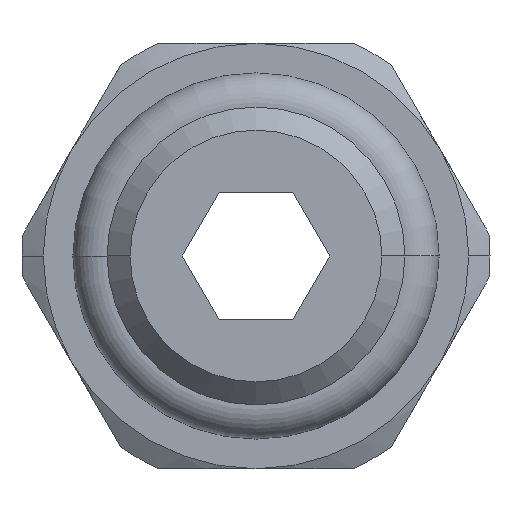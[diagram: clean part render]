
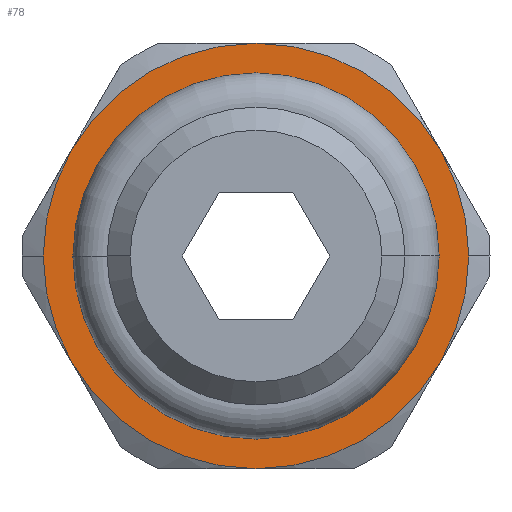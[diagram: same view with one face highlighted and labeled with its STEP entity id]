
A CAD part, front view. The second image highlights one B-rep face of the part: STEP entity #78.
In plain terms, the highlighted planar face has unit normal (0, -1, 0).
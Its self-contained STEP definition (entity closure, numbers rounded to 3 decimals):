
#78=ADVANCED_FACE('',(#194,#195),#196,.F.);
#194=FACE_OUTER_BOUND('',#364,.T.);
#195=FACE_BOUND('',#365,.T.);
#196=PLANE('',#366);
#364=EDGE_LOOP('',(#691,#692,#693,#694,#695,#696,#697,#698));
#365=EDGE_LOOP('',(#699,#700,#701));
#366=AXIS2_PLACEMENT_3D('',#702,#703,#704);
#691=ORIENTED_EDGE('',*,*,#1153,.F.);
#692=ORIENTED_EDGE('',*,*,#1190,.F.);
#693=ORIENTED_EDGE('',*,*,#1191,.F.);
#694=ORIENTED_EDGE('',*,*,#1149,.F.);
#695=ORIENTED_EDGE('',*,*,#1192,.F.);
#696=ORIENTED_EDGE('',*,*,#1193,.F.);
#697=ORIENTED_EDGE('',*,*,#1194,.F.);
#698=ORIENTED_EDGE('',*,*,#1195,.F.);
#699=ORIENTED_EDGE('',*,*,#1196,.F.);
#700=ORIENTED_EDGE('',*,*,#1197,.F.);
#701=ORIENTED_EDGE('',*,*,#1130,.F.);
#702=CARTESIAN_POINT('',(0.,5.0,0.));
#703=DIRECTION('',(0.0,1.0,0.0));
#704=DIRECTION('',(0.0,0.0,1.0));
#1130=EDGE_CURVE('',#1345,#1347,#1348,.T.);
#1149=EDGE_CURVE('',#1380,#1382,#1383,.T.);
#1153=EDGE_CURVE('',#1387,#1385,#1389,.T.);
#1190=EDGE_CURVE('',#1452,#1387,#1453,.T.);
#1191=EDGE_CURVE('',#1382,#1452,#1454,.T.);
#1192=EDGE_CURVE('',#1455,#1380,#1456,.T.);
#1193=EDGE_CURVE('',#1457,#1455,#1458,.T.);
#1194=EDGE_CURVE('',#1459,#1457,#1460,.T.);
#1195=EDGE_CURVE('',#1385,#1459,#1461,.T.);
#1196=EDGE_CURVE('',#1462,#1345,#1463,.T.);
#1197=EDGE_CURVE('',#1347,#1462,#1464,.T.);
#1345=VERTEX_POINT('',#1663);
#1347=VERTEX_POINT('',#1665);
#1348=CIRCLE('',#1666,4.292);
#1380=VERTEX_POINT('',#1726);
#1382=VERTEX_POINT('',#1729);
#1383=CIRCLE('',#1730,5.0);
#1385=VERTEX_POINT('',#1743);
#1387=VERTEX_POINT('',#1746);
#1389=CIRCLE('',#1759,5.0);
#1452=VERTEX_POINT('',#1848);
#1453=CIRCLE('',#1849,5.0);
#1454=CIRCLE('',#1850,5.0);
#1455=VERTEX_POINT('',#1851);
#1456=CIRCLE('',#1852,5.0);
#1457=VERTEX_POINT('',#1853);
#1458=CIRCLE('',#1854,5.0);
#1459=VERTEX_POINT('',#1855);
#1460=CIRCLE('',#1856,5.0);
#1461=CIRCLE('',#1857,5.0);
#1462=VERTEX_POINT('',#1858);
#1463=CIRCLE('',#1859,4.292);
#1464=CIRCLE('',#1860,4.292);
#1663=CARTESIAN_POINT('',(-4.292,5.0,0.));
#1665=CARTESIAN_POINT('',(4.292,5.0,0.));
#1666=AXIS2_PLACEMENT_3D('',#2310,#2311,#2312);
#1726=CARTESIAN_POINT('',(5.0,5.0,0.));
#1729=CARTESIAN_POINT('',(4.33,5.0,-2.5));
#1730=AXIS2_PLACEMENT_3D('',#2347,#2348,#2349);
#1743=CARTESIAN_POINT('',(-5.0,5.0,0.));
#1746=CARTESIAN_POINT('',(-4.33,5.0,-2.5));
#1759=AXIS2_PLACEMENT_3D('',#2351,#2352,#2353);
#1848=CARTESIAN_POINT('',(0.0,5.0,-5.0));
#1849=AXIS2_PLACEMENT_3D('',#2410,#2411,#2412);
#1850=AXIS2_PLACEMENT_3D('',#2413,#2414,#2415);
#1851=CARTESIAN_POINT('',(4.33,5.0,2.5));
#1852=AXIS2_PLACEMENT_3D('',#2416,#2417,#2418);
#1853=CARTESIAN_POINT('',(0.,5.0,5.0));
#1854=AXIS2_PLACEMENT_3D('',#2419,#2420,#2421);
#1855=CARTESIAN_POINT('',(-4.33,5.0,2.5));
#1856=AXIS2_PLACEMENT_3D('',#2422,#2423,#2424);
#1857=AXIS2_PLACEMENT_3D('',#2425,#2426,#2427);
#1858=CARTESIAN_POINT('',(0.,5.0,4.292));
#1859=AXIS2_PLACEMENT_3D('',#2428,#2429,#2430);
#1860=AXIS2_PLACEMENT_3D('',#2431,#2432,#2433);
#2310=CARTESIAN_POINT('',(0.0,5.0,0.0));
#2311=DIRECTION('',(0.0,-1.0,-0.0));
#2312=DIRECTION('',(0.0,0.0,-1.0));
#2347=CARTESIAN_POINT('',(0.0,5.0,0.0));
#2348=DIRECTION('',(-0.0,1.0,0.0));
#2349=DIRECTION('',(1.0,0.0,0.0));
#2351=CARTESIAN_POINT('',(0.0,5.0,0.0));
#2352=DIRECTION('',(-0.0,1.0,0.0));
#2353=DIRECTION('',(1.0,0.0,0.0));
#2410=CARTESIAN_POINT('',(0.0,5.0,0.0));
#2411=DIRECTION('',(-0.0,1.0,0.0));
#2412=DIRECTION('',(1.0,0.0,0.0));
#2413=CARTESIAN_POINT('',(0.0,5.0,0.0));
#2414=DIRECTION('',(-0.0,1.0,0.0));
#2415=DIRECTION('',(1.0,0.0,0.0));
#2416=CARTESIAN_POINT('',(0.0,5.0,0.0));
#2417=DIRECTION('',(-0.0,1.0,0.0));
#2418=DIRECTION('',(1.0,0.0,0.0));
#2419=CARTESIAN_POINT('',(0.0,5.0,0.0));
#2420=DIRECTION('',(-0.0,1.0,0.0));
#2421=DIRECTION('',(1.0,0.0,0.0));
#2422=CARTESIAN_POINT('',(0.0,5.0,0.0));
#2423=DIRECTION('',(-0.0,1.0,0.0));
#2424=DIRECTION('',(1.0,0.0,0.0));
#2425=CARTESIAN_POINT('',(0.0,5.0,0.0));
#2426=DIRECTION('',(-0.0,1.0,0.0));
#2427=DIRECTION('',(1.0,0.0,0.0));
#2428=CARTESIAN_POINT('',(0.0,5.0,0.0));
#2429=DIRECTION('',(0.0,-1.0,-0.0));
#2430=DIRECTION('',(0.0,0.0,-1.0));
#2431=CARTESIAN_POINT('',(0.0,5.0,0.0));
#2432=DIRECTION('',(0.0,-1.0,-0.0));
#2433=DIRECTION('',(0.0,0.0,-1.0));
